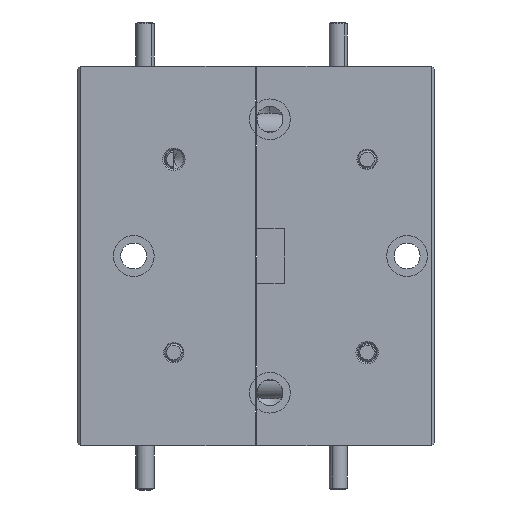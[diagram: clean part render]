
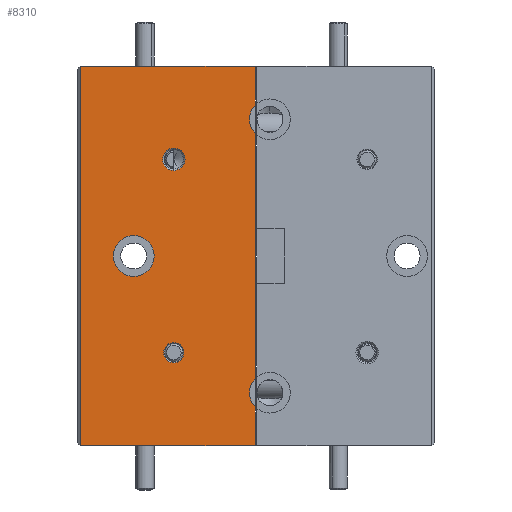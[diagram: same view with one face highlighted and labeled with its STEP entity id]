
A CAD part, left-side view. The second image highlights one B-rep face of the part: STEP entity #8310.
In plain terms, the highlighted planar face has unit normal (-1, 0, 0).
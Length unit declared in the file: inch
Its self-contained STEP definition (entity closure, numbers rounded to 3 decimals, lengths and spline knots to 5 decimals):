
#33 = DIRECTION ( 'NONE',  ( 1., 0., 0. ) ) ;
#58 = ORIENTED_EDGE ( 'NONE', *, *, #7309, .T. ) ;
#197 = LINE ( 'NONE', #6799, #8741 ) ;
#289 = CARTESIAN_POINT ( 'NONE',  ( -2.49671, 1.39945, -0.11618 ) ) ;
#495 = CARTESIAN_POINT ( 'NONE',  ( -2.49671, 1.06987, -0.25347 ) ) ;
#593 = EDGE_CURVE ( 'NONE', #11094, #11903, #12236, .T. ) ;
#721 = CIRCLE ( 'NONE', #11806, 0.07 ) ;
#729 = AXIS2_PLACEMENT_3D ( 'NONE', #11315, #4864, #3631 ) ;
#730 = VECTOR ( 'NONE', #12687, 39.37008 ) ;
#834 = CARTESIAN_POINT ( 'NONE',  ( -2.49671, 1.06987, 0.68402 ) ) ;
#856 = EDGE_LOOP ( 'NONE', ( #4328, #8469 ) ) ;
#1040 = EDGE_CURVE ( 'NONE', #6911, #12835, #721, .T. ) ;
#1209 = EDGE_LOOP ( 'NONE', ( #58, #13334, #5496, #3948, #13081, #9772, #2643, #10959 ) ) ;
#1265 = CARTESIAN_POINT ( 'NONE',  ( -2.49671, 1.73, 0.86527 ) ) ;
#1383 = VERTEX_POINT ( 'NONE', #1907 ) ;
#1540 = EDGE_CURVE ( 'NONE', #10183, #12672, #8628, .T. ) ;
#1630 = CARTESIAN_POINT ( 'NONE',  ( -2.49671, 1.73, -0.43473 ) ) ;
#1660 = DIRECTION ( 'NONE',  ( 0., 0., 1. ) ) ;
#1852 = ORIENTED_EDGE ( 'NONE', *, *, #11931, .F. ) ;
#1907 = CARTESIAN_POINT ( 'NONE',  ( -2.49671, 1.39945, -0.08143 ) ) ;
#1986 = FACE_BOUND ( 'NONE', #8332, .T. ) ;
#2213 = CIRCLE ( 'NONE', #12600, 0.07 ) ;
#2272 = PLANE ( 'NONE',  #12929 ) ;
#2453 = DIRECTION ( 'NONE',  ( 0., 0., 1. ) ) ;
#2526 = DIRECTION ( 'NONE',  ( 0., 0., 1. ) ) ;
#2586 = CARTESIAN_POINT ( 'NONE',  ( -2.49671, 1.53675, 0.21527 ) ) ;
#2643 = ORIENTED_EDGE ( 'NONE', *, *, #13307, .T. ) ;
#2818 = CARTESIAN_POINT ( 'NONE',  ( -2.49671, 1.72, -0.43473 ) ) ;
#2868 = DIRECTION ( 'NONE',  ( -1., 0., 0. ) ) ;
#2879 = DIRECTION ( 'NONE',  ( -1., 0., 0. ) ) ;
#2943 = CIRCLE ( 'NONE', #4096, 0.07 ) ;
#3330 = DIRECTION ( 'NONE',  ( -1., 0., 0. ) ) ;
#3409 = EDGE_CURVE ( 'NONE', #12835, #6911, #13968, .T. ) ;
#3582 = EDGE_CURVE ( 'NONE', #6351, #7567, #7984, .T. ) ;
#3631 = DIRECTION ( 'NONE',  ( 0., 0., 1. ) ) ;
#3655 = VECTOR ( 'NONE', #7355, 39.37008 ) ;
#3691 = EDGE_CURVE ( 'NONE', #11094, #12672, #2213, .T. ) ;
#3877 = CIRCLE ( 'NONE', #11976, 0.03475 ) ;
#3948 = ORIENTED_EDGE ( 'NONE', *, *, #3691, .F. ) ;
#3949 = CIRCLE ( 'NONE', #729, 0.03475 ) ;
#4006 = DIRECTION ( 'NONE',  ( -1., 0., 0. ) ) ;
#4016 = CARTESIAN_POINT ( 'NONE',  ( -2.49671, 1.53675, 0.28527 ) ) ;
#4096 = AXIS2_PLACEMENT_3D ( 'NONE', #495, #2868, #1660 ) ;
#4292 = DIRECTION ( 'NONE',  ( 0., 0., -1. ) ) ;
#4328 = ORIENTED_EDGE ( 'NONE', *, *, #3582, .F. ) ;
#4562 = AXIS2_PLACEMENT_3D ( 'NONE', #13234, #3330, #2453 ) ;
#4570 = FACE_BOUND ( 'NONE', #856, .T. ) ;
#4694 = DIRECTION ( 'NONE',  ( 0., 0., 1. ) ) ;
#4724 = LINE ( 'NONE', #1630, #730 ) ;
#4864 = DIRECTION ( 'NONE',  ( -1., 0., 0. ) ) ;
#5142 = VECTOR ( 'NONE', #6254, 39.37008 ) ;
#5160 = DIRECTION ( 'NONE',  ( -1., 0., 0. ) ) ;
#5178 = CARTESIAN_POINT ( 'NONE',  ( -2.49671, 1.12, -0.20462 ) ) ;
#5299 = CARTESIAN_POINT ( 'NONE',  ( -2.49671, 1.12, 0.86527 ) ) ;
#5496 = ORIENTED_EDGE ( 'NONE', *, *, #1540, .T. ) ;
#6254 = DIRECTION ( 'NONE',  ( 0., 0., -1. ) ) ;
#6351 = VERTEX_POINT ( 'NONE', #11671 ) ;
#6453 = ORIENTED_EDGE ( 'NONE', *, *, #6792, .F. ) ;
#6691 = EDGE_CURVE ( 'NONE', #7567, #6351, #12416, .T. ) ;
#6752 = CARTESIAN_POINT ( 'NONE',  ( -2.49671, 1.12, 0.86527 ) ) ;
#6792 = EDGE_CURVE ( 'NONE', #1383, #7278, #3877, .T. ) ;
#6799 = CARTESIAN_POINT ( 'NONE',  ( -2.49671, 1.73, 0.86527 ) ) ;
#6801 = VERTEX_POINT ( 'NONE', #2818 ) ;
#6911 = VERTEX_POINT ( 'NONE', #13002 ) ;
#7278 = VERTEX_POINT ( 'NONE', #8487 ) ;
#7309 = EDGE_CURVE ( 'NONE', #13901, #9188, #13750, .T. ) ;
#7355 = DIRECTION ( 'NONE',  ( 0., 0., 1. ) ) ;
#7554 = DIRECTION ( 'NONE',  ( 0., 0., 1. ) ) ;
#7567 = VERTEX_POINT ( 'NONE', #10196 ) ;
#7854 = FACE_OUTER_BOUND ( 'NONE', #1209, .T. ) ;
#7984 = CIRCLE ( 'NONE', #10978, 0.0385 ) ;
#8310 = ADVANCED_FACE ( 'NONE', ( #1986, #4570, #10006, #7854 ), #2272, .F. ) ;
#8332 = EDGE_LOOP ( 'NONE', ( #12078, #13053 ) ) ;
#8469 = ORIENTED_EDGE ( 'NONE', *, *, #6691, .F. ) ;
#8487 = CARTESIAN_POINT ( 'NONE',  ( -2.49671, 1.39945, -0.15093 ) ) ;
#8628 = LINE ( 'NONE', #5299, #11117 ) ;
#8741 = VECTOR ( 'NONE', #9032, 39.37008 ) ;
#9032 = DIRECTION ( 'NONE',  ( 0., -1., 0. ) ) ;
#9103 = EDGE_CURVE ( 'NONE', #9147, #11903, #197, .T. ) ;
#9126 = AXIS2_PLACEMENT_3D ( 'NONE', #9545, #2879, #11725 ) ;
#9147 = VERTEX_POINT ( 'NONE', #9242 ) ;
#9188 = VERTEX_POINT ( 'NONE', #10325 ) ;
#9242 = CARTESIAN_POINT ( 'NONE',  ( -2.49671, 1.72, 0.86527 ) ) ;
#9251 = EDGE_CURVE ( 'NONE', #10183, #9188, #2943, .T. ) ;
#9316 = DIRECTION ( 'NONE',  ( 0., 0., 1. ) ) ;
#9501 = LINE ( 'NONE', #11826, #5142 ) ;
#9545 = CARTESIAN_POINT ( 'NONE',  ( -2.49671, 1.53675, 0.21527 ) ) ;
#9772 = ORIENTED_EDGE ( 'NONE', *, *, #9103, .F. ) ;
#10006 = FACE_BOUND ( 'NONE', #11179, .T. ) ;
#10146 = VECTOR ( 'NONE', #4694, 39.37008 ) ;
#10183 = VERTEX_POINT ( 'NONE', #5178 ) ;
#10196 = CARTESIAN_POINT ( 'NONE',  ( -2.49671, 1.39945, 0.50823 ) ) ;
#10325 = CARTESIAN_POINT ( 'NONE',  ( -2.49671, 1.12, -0.30233 ) ) ;
#10479 = EDGE_CURVE ( 'NONE', #6801, #13901, #4724, .T. ) ;
#10521 = DIRECTION ( 'NONE',  ( 0., 0., 1. ) ) ;
#10959 = ORIENTED_EDGE ( 'NONE', *, *, #10479, .T. ) ;
#10978 = AXIS2_PLACEMENT_3D ( 'NONE', #13914, #4006, #10521 ) ;
#11050 = CARTESIAN_POINT ( 'NONE',  ( -2.49671, 1.12, 0.63516 ) ) ;
#11094 = VERTEX_POINT ( 'NONE', #13497 ) ;
#11117 = VECTOR ( 'NONE', #7554, 39.37008 ) ;
#11179 = EDGE_LOOP ( 'NONE', ( #6453, #1852 ) ) ;
#11315 = CARTESIAN_POINT ( 'NONE',  ( -2.49671, 1.39945, -0.11618 ) ) ;
#11392 = CARTESIAN_POINT ( 'NONE',  ( -2.49671, 1.12, 0.86527 ) ) ;
#11416 = CARTESIAN_POINT ( 'NONE',  ( -2.49671, 1.12, -0.43473 ) ) ;
#11428 = DIRECTION ( 'NONE',  ( -1., 0., 0. ) ) ;
#11671 = CARTESIAN_POINT ( 'NONE',  ( -2.49671, 1.39945, 0.58523 ) ) ;
#11725 = DIRECTION ( 'NONE',  ( 0., 0., 1. ) ) ;
#11806 = AXIS2_PLACEMENT_3D ( 'NONE', #2586, #11428, #9316 ) ;
#11826 = CARTESIAN_POINT ( 'NONE',  ( -2.49671, 1.72, -0.43473 ) ) ;
#11903 = VERTEX_POINT ( 'NONE', #11392 ) ;
#11931 = EDGE_CURVE ( 'NONE', #7278, #1383, #3949, .T. ) ;
#11976 = AXIS2_PLACEMENT_3D ( 'NONE', #289, #13724, #2526 ) ;
#12078 = ORIENTED_EDGE ( 'NONE', *, *, #3409, .F. ) ;
#12236 = LINE ( 'NONE', #6752, #10146 ) ;
#12416 = CIRCLE ( 'NONE', #4562, 0.0385 ) ;
#12600 = AXIS2_PLACEMENT_3D ( 'NONE', #834, #5160, #13177 ) ;
#12672 = VERTEX_POINT ( 'NONE', #11050 ) ;
#12687 = DIRECTION ( 'NONE',  ( 0., -1., 0. ) ) ;
#12835 = VERTEX_POINT ( 'NONE', #4016 ) ;
#12929 = AXIS2_PLACEMENT_3D ( 'NONE', #1265, #33, #4292 ) ;
#13002 = CARTESIAN_POINT ( 'NONE',  ( -2.49671, 1.53675, 0.14527 ) ) ;
#13053 = ORIENTED_EDGE ( 'NONE', *, *, #1040, .F. ) ;
#13081 = ORIENTED_EDGE ( 'NONE', *, *, #593, .T. ) ;
#13177 = DIRECTION ( 'NONE',  ( 0., 0., 1. ) ) ;
#13234 = CARTESIAN_POINT ( 'NONE',  ( -2.49671, 1.39945, 0.54673 ) ) ;
#13307 = EDGE_CURVE ( 'NONE', #9147, #6801, #9501, .T. ) ;
#13334 = ORIENTED_EDGE ( 'NONE', *, *, #9251, .F. ) ;
#13497 = CARTESIAN_POINT ( 'NONE',  ( -2.49671, 1.12, 0.73288 ) ) ;
#13724 = DIRECTION ( 'NONE',  ( -1., 0., 0. ) ) ;
#13750 = LINE ( 'NONE', #14038, #3655 ) ;
#13901 = VERTEX_POINT ( 'NONE', #11416 ) ;
#13914 = CARTESIAN_POINT ( 'NONE',  ( -2.49671, 1.39945, 0.54673 ) ) ;
#13968 = CIRCLE ( 'NONE', #9126, 0.07 ) ;
#14038 = CARTESIAN_POINT ( 'NONE',  ( -2.49671, 1.12, 0.86527 ) ) ;
